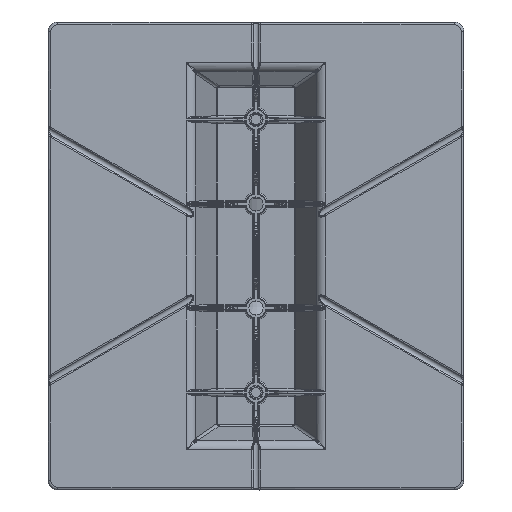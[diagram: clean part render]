
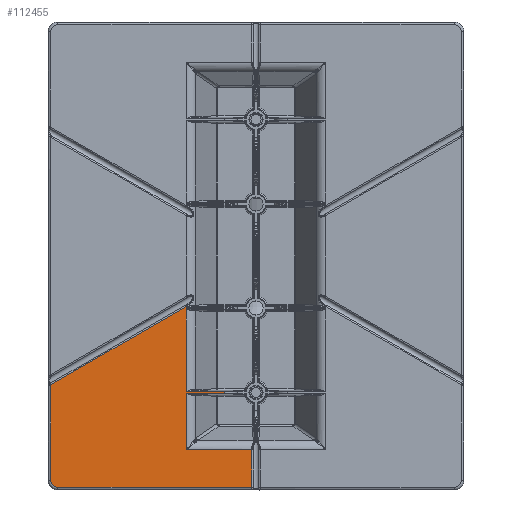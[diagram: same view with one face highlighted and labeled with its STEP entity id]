
A CAD part, front view. The second image highlights one B-rep face of the part: STEP entity #112455.
In plain terms, the highlighted face is planar.
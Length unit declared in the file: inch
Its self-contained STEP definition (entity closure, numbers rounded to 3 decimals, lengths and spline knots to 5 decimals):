
#50124=CARTESIAN_POINT('',(4.95525,7.9,0.));
#50125=VERTEX_POINT('',#50124);
#50816=CARTESIAN_POINT('',(7.44464,0.16733,0.));
#50817=VERTEX_POINT('',#50816);
#54552=CARTESIAN_POINT('',(1.93815,2.67424,0.));
#54553=VERTEX_POINT('',#54552);
#55200=CARTESIAN_POINT('',(2.03534,1.23084,0.));
#55201=VERTEX_POINT('',#55200);
#55393=CARTESIAN_POINT('',(1.96466,1.23084,0.));
#55394=VERTEX_POINT('',#55393);
#56120=CARTESIAN_POINT('',(5.21466,1.22893,0.));
#56121=VERTEX_POINT('',#56120);
#56543=CARTESIAN_POINT('',(5.28534,1.22893,0.));
#56544=VERTEX_POINT('',#56543);
#56906=CARTESIAN_POINT('',(7.44481,2.67424,0.));
#56907=VERTEX_POINT('',#56906);
#104517=CARTESIAN_POINT('',(8.9,7.625,0.));
#104518=VERTEX_POINT('',#104517);
#104526=CARTESIAN_POINT('',(8.625,7.9,0.));
#104527=VERTEX_POINT('',#104526);
#104528=CARTESIAN_POINT('',(8.625,7.625,0.));
#104529=DIRECTION('',(0.,0.,1.0));
#104530=DIRECTION('',(0.,1.0,0.));
#104531=AXIS2_PLACEMENT_3D('',#104528,#104529,#104530);
#104532=CIRCLE('',#104531,0.275);
#104533=EDGE_CURVE('',#104518,#104527,#104532,.T.);
#104607=CARTESIAN_POINT('',(8.9,0.16733,0.));
#104608=VERTEX_POINT('',#104607);
#104637=CARTESIAN_POINT('',(8.9,0.16733,0.));
#104638=DIRECTION('',(0.0,1.0,0.0));
#104639=VECTOR('',#104638,7.45767);
#104640=LINE('',#104637,#104639);
#104641=EDGE_CURVE('',#104608,#104518,#104640,.T.);
#105137=CARTESIAN_POINT('',(8.625,7.9,0.));
#105138=DIRECTION('',(-1.0,0.0,0.0));
#105139=VECTOR('',#105138,3.66975);
#105140=LINE('',#105137,#105139);
#105141=EDGE_CURVE('',#104527,#50125,#105140,.T.);
#112363=CARTESIAN_POINT('',(5.41908,4.03367,0.));
#112364=DIRECTION('',(0.0,0.0,-1.0));
#112365=DIRECTION('',(-1.0,0.0,0.0));
#112366=AXIS2_PLACEMENT_3D('',#112363,#112364,#112365);
#112367=PLANE('',#112366);
#112368=ORIENTED_EDGE('',*,*,#104533,.F.);
#112369=ORIENTED_EDGE('',*,*,#104641,.F.);
#112370=CARTESIAN_POINT('',(8.9,0.16733,0.));
#112371=DIRECTION('',(-1.0,0.0,0.0));
#112372=VECTOR('',#112371,1.45536);
#112373=LINE('',#112370,#112372);
#112374=EDGE_CURVE('',#104608,#50817,#112373,.T.);
#112375=ORIENTED_EDGE('',*,*,#112374,.T.);
#112376=CARTESIAN_POINT('',(7.44464,0.16733,0.));
#112377=DIRECTION('',(0.,1.,0.));
#112378=VECTOR('',#112377,2.50691);
#112379=LINE('',#112376,#112378);
#112380=EDGE_CURVE('',#50817,#56907,#112379,.T.);
#112381=ORIENTED_EDGE('',*,*,#112380,.T.);
#112382=CARTESIAN_POINT('',(5.28533,2.67424,0.));
#112383=VERTEX_POINT('',#112382);
#112384=CARTESIAN_POINT('',(7.44481,2.67424,0.));
#112385=DIRECTION('',(-1.0,0.0,0.0));
#112386=VECTOR('',#112385,2.15947);
#112387=LINE('',#112384,#112386);
#112388=EDGE_CURVE('',#56907,#112383,#112387,.T.);
#112389=ORIENTED_EDGE('',*,*,#112388,.T.);
#112390=CARTESIAN_POINT('',(5.28533,2.67424,0.));
#112391=DIRECTION('',(0.,-1.,0.));
#112392=VECTOR('',#112391,1.44531);
#112393=LINE('',#112390,#112392);
#112394=EDGE_CURVE('',#112383,#56544,#112393,.T.);
#112395=ORIENTED_EDGE('',*,*,#112394,.T.);
#112396=CARTESIAN_POINT('',(5.25,-0.00125,0.));
#112397=DIRECTION('',(0.,0.,1.0));
#112398=DIRECTION('',(-0.029,1.,0.));
#112399=AXIS2_PLACEMENT_3D('',#112396,#112397,#112398);
#112400=CIRCLE('',#112399,1.23069);
#112401=EDGE_CURVE('',#56544,#56121,#112400,.T.);
#112402=ORIENTED_EDGE('',*,*,#112401,.T.);
#112403=CARTESIAN_POINT('',(5.21467,2.67424,0.));
#112404=VERTEX_POINT('',#112403);
#112405=CARTESIAN_POINT('',(5.21466,1.22893,0.));
#112406=DIRECTION('',(0.,1.,0.));
#112407=VECTOR('',#112406,1.44531);
#112408=LINE('',#112405,#112407);
#112409=EDGE_CURVE('',#56121,#112404,#112408,.T.);
#112410=ORIENTED_EDGE('',*,*,#112409,.T.);
#112411=CARTESIAN_POINT('',(2.03533,2.67424,0.));
#112412=VERTEX_POINT('',#112411);
#112413=CARTESIAN_POINT('',(5.21467,2.67424,0.));
#112414=DIRECTION('',(-1.0,0.0,0.0));
#112415=VECTOR('',#112414,3.17933);
#112416=LINE('',#112413,#112415);
#112417=EDGE_CURVE('',#112404,#112412,#112416,.T.);
#112418=ORIENTED_EDGE('',*,*,#112417,.T.);
#112419=CARTESIAN_POINT('',(2.03533,2.67424,0.));
#112420=DIRECTION('',(0.,-1.,0.));
#112421=VECTOR('',#112420,1.4434);
#112422=LINE('',#112419,#112421);
#112423=EDGE_CURVE('',#112412,#55201,#112422,.T.);
#112424=ORIENTED_EDGE('',*,*,#112423,.T.);
#112425=CARTESIAN_POINT('',(2.,-0.00126,0.));
#112426=DIRECTION('',(0.,0.,1.0));
#112427=DIRECTION('',(-0.029,1.,0.));
#112428=AXIS2_PLACEMENT_3D('',#112425,#112426,#112427);
#112429=CIRCLE('',#112428,1.2326);
#112430=EDGE_CURVE('',#55201,#55394,#112429,.T.);
#112431=ORIENTED_EDGE('',*,*,#112430,.T.);
#112432=CARTESIAN_POINT('',(1.96467,2.67424,0.));
#112433=VERTEX_POINT('',#112432);
#112434=CARTESIAN_POINT('',(1.96466,1.23084,0.));
#112435=DIRECTION('',(0.,1.,0.));
#112436=VECTOR('',#112435,1.4434);
#112437=LINE('',#112434,#112436);
#112438=EDGE_CURVE('',#55394,#112433,#112437,.T.);
#112439=ORIENTED_EDGE('',*,*,#112438,.T.);
#112440=CARTESIAN_POINT('',(1.93815,2.67424,0.));
#112441=DIRECTION('',(1.0,0.0,0.0));
#112442=VECTOR('',#112441,0.02651);
#112443=LINE('',#112440,#112442);
#112444=EDGE_CURVE('',#54553,#112433,#112443,.T.);
#112445=ORIENTED_EDGE('',*,*,#112444,.F.);
#112446=CARTESIAN_POINT('',(1.93815,2.67424,0.));
#112447=DIRECTION('',(0.5,0.866,0.));
#112448=VECTOR('',#112447,6.03419);
#112449=LINE('',#112446,#112448);
#112450=EDGE_CURVE('',#54553,#50125,#112449,.T.);
#112451=ORIENTED_EDGE('',*,*,#112450,.T.);
#112452=ORIENTED_EDGE('',*,*,#105141,.F.);
#112453=EDGE_LOOP('',(#112368,#112369,#112375,#112381,#112389,#112395,#112402,#112410,#112418,#112424,#112431,#112439,#112445,#112451,#112452));
#112454=FACE_OUTER_BOUND('',#112453,.T.);
#112455=ADVANCED_FACE('',(#112454),#112367,.T.);
